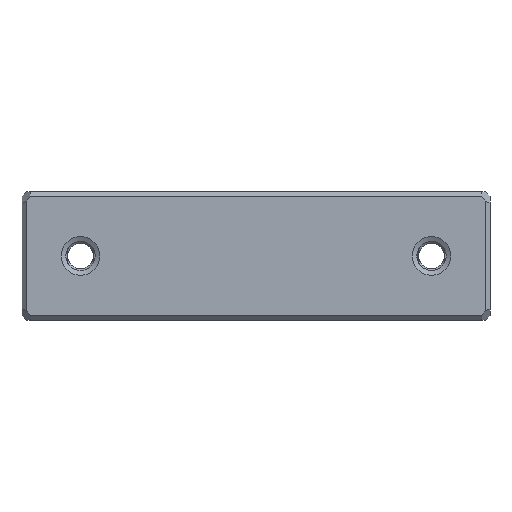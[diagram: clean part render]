
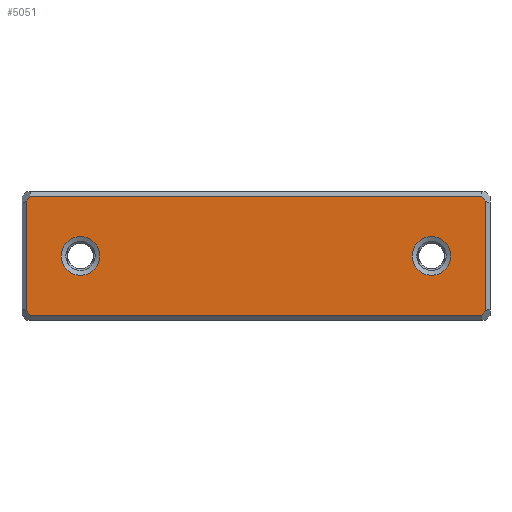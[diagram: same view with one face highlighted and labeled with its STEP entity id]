
A CAD part, top view. The second image highlights one B-rep face of the part: STEP entity #5051.
In plain terms, the highlighted planar face has unit normal (0, 0, 1).
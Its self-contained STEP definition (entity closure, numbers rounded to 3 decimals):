
#4644=FACE_BOUND('',#8177,.T.);
#4645=FACE_BOUND('',#8178,.T.);
#4646=FACE_BOUND('',#8179,.T.);
#4713=CIRCLE('',#25900,0.825);
#4714=CIRCLE('',#25901,0.825);
#5051=ADVANCED_FACE('DRAWINGID_51',(#4644,#4645,#4646),#6135,.F.);
#6135=PLANE('',#25902);
#8177=EDGE_LOOP('',(#11313));
#8178=EDGE_LOOP('',(#11314));
#8179=EDGE_LOOP('',(#11315,#11316,#11317,#11318,#11319,#11320,#11321,#11322));
#11313=ORIENTED_EDGE('',*,*,#18713,.T.);
#11314=ORIENTED_EDGE('',*,*,#18714,.T.);
#11315=ORIENTED_EDGE('',*,*,#18715,.T.);
#11316=ORIENTED_EDGE('',*,*,#18716,.T.);
#11317=ORIENTED_EDGE('',*,*,#18717,.T.);
#11318=ORIENTED_EDGE('',*,*,#18718,.T.);
#11319=ORIENTED_EDGE('',*,*,#18719,.T.);
#11320=ORIENTED_EDGE('',*,*,#18720,.T.);
#11321=ORIENTED_EDGE('',*,*,#18721,.T.);
#11322=ORIENTED_EDGE('',*,*,#18722,.T.);
#16381=VERTEX_POINT('',#34760);
#16382=VERTEX_POINT('',#34762);
#16383=VERTEX_POINT('',#34764);
#16384=VERTEX_POINT('',#34765);
#16385=VERTEX_POINT('',#34767);
#16386=VERTEX_POINT('',#34769);
#16387=VERTEX_POINT('',#34771);
#16388=VERTEX_POINT('',#34773);
#16389=VERTEX_POINT('',#34775);
#16390=VERTEX_POINT('',#34777);
#18713=EDGE_CURVE('',#16381,#16381,#4713,.T.);
#18714=EDGE_CURVE('',#16382,#16382,#4714,.T.);
#18715=EDGE_CURVE('',#16383,#16384,#21579,.T.);
#18716=EDGE_CURVE('',#16384,#16385,#21580,.T.);
#18717=EDGE_CURVE('',#16385,#16386,#21581,.T.);
#18718=EDGE_CURVE('',#16386,#16387,#21582,.T.);
#18719=EDGE_CURVE('',#16387,#16388,#21583,.T.);
#18720=EDGE_CURVE('',#16388,#16389,#21584,.T.);
#18721=EDGE_CURVE('',#16389,#16390,#21585,.T.);
#18722=EDGE_CURVE('',#16390,#16383,#21586,.T.);
#21579=LINE('',#34763,#24231);
#21580=LINE('',#34766,#24232);
#21581=LINE('',#34768,#24233);
#21582=LINE('',#34770,#24234);
#21583=LINE('',#34772,#24235);
#21584=LINE('',#34774,#24236);
#21585=LINE('',#34776,#24237);
#21586=LINE('',#34778,#24238);
#24231=VECTOR('',#28592,1.);
#24232=VECTOR('',#28593,1.);
#24233=VECTOR('',#28594,1.);
#24234=VECTOR('',#28595,1.);
#24235=VECTOR('',#28596,1.);
#24236=VECTOR('',#28597,1.);
#24237=VECTOR('',#28598,1.);
#24238=VECTOR('',#28599,1.);
#25900=AXIS2_PLACEMENT_3D('',#34759,#28588,#28589);
#25901=AXIS2_PLACEMENT_3D('',#34761,#28590,#28591);
#25902=AXIS2_PLACEMENT_3D('',#34779,#28600,#28601);
#28588=DIRECTION('',(0.,0.,-1.));
#28589=DIRECTION('',(-1.,0.,0.));
#28590=DIRECTION('',(0.,0.,-1.));
#28591=DIRECTION('',(-1.,0.,0.));
#28592=DIRECTION('',(-0.577,-0.816,0.));
#28593=DIRECTION('',(0.,-1.,0.));
#28594=DIRECTION('',(0.577,-0.816,0.));
#28595=DIRECTION('',(1.,0.,0.));
#28596=DIRECTION('',(0.577,0.816,0.));
#28597=DIRECTION('',(0.,1.,0.));
#28598=DIRECTION('',(-0.577,0.816,0.));
#28599=DIRECTION('',(-1.,0.,0.));
#28600=DIRECTION('',(0.,0.,-1.));
#28601=DIRECTION('',(1.,0.,0.));
#34759=CARTESIAN_POINT('',(-7.5,0.,3.2));
#34760=CARTESIAN_POINT('',(-8.325,0.,3.2));
#34761=CARTESIAN_POINT('',(7.5,0.,3.2));
#34762=CARTESIAN_POINT('',(6.675,0.,3.2));
#34763=CARTESIAN_POINT('',(-9.73,2.437,3.2));
#34764=CARTESIAN_POINT('',(-9.65,2.55,3.2));
#34765=CARTESIAN_POINT('',(-9.8,2.338,3.2));
#34766=CARTESIAN_POINT('',(-9.8,2.75,3.2));
#34767=CARTESIAN_POINT('',(-9.8,-2.338,3.2));
#34768=CARTESIAN_POINT('',(-9.73,-2.437,3.2));
#34769=CARTESIAN_POINT('',(-9.65,-2.55,3.2));
#34770=CARTESIAN_POINT('',(10.,-2.55,3.2));
#34771=CARTESIAN_POINT('',(9.65,-2.55,3.2));
#34772=CARTESIAN_POINT('',(9.73,-2.437,3.2));
#34773=CARTESIAN_POINT('',(9.8,-2.338,3.2));
#34774=CARTESIAN_POINT('',(9.8,2.055,3.2));
#34775=CARTESIAN_POINT('',(9.8,2.338,3.2));
#34776=CARTESIAN_POINT('',(9.73,2.437,3.2));
#34777=CARTESIAN_POINT('',(9.65,2.55,3.2));
#34778=CARTESIAN_POINT('',(10.,2.55,3.2));
#34779=CARTESIAN_POINT('',(10.,2.75,3.2));
